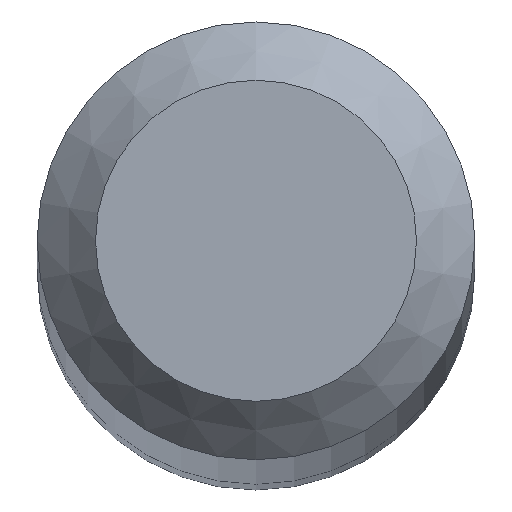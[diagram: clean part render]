
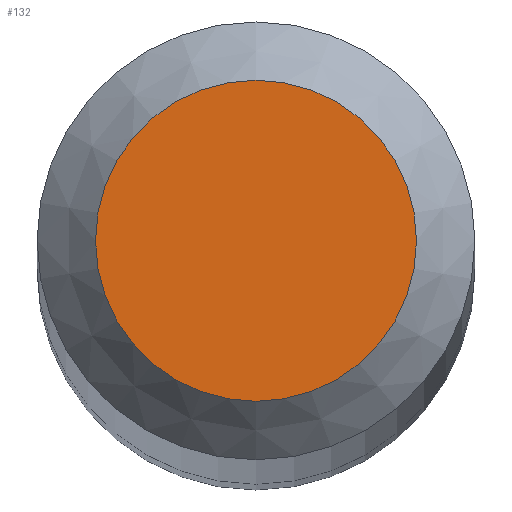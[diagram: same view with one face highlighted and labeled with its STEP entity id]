
A CAD part, top view. The second image highlights one B-rep face of the part: STEP entity #132.
In plain terms, the highlighted planar face has unit normal (0, 0, 1).
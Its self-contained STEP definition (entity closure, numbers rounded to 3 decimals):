
#12 = CARTESIAN_POINT ( 'NONE',  ( 0., 0., 30. ) ) ;
#23 = DIRECTION ( 'NONE',  ( 0., 0., -1. ) ) ;
#28 = FACE_OUTER_BOUND ( 'NONE', #123, .T. ) ;
#63 = CIRCLE ( 'NONE', #172, 0.275 ) ;
#72 = CARTESIAN_POINT ( 'NONE',  ( 0., 0., 30. ) ) ;
#74 = EDGE_CURVE ( 'NONE', #198, #198, #63, .T. ) ;
#80 = DIRECTION ( 'NONE',  ( 0., 1., 0. ) ) ;
#118 = DIRECTION ( 'NONE',  ( 0., 0., -1. ) ) ;
#123 = EDGE_LOOP ( 'NONE', ( #142 ) ) ;
#132 = ADVANCED_FACE ( 'NONE', ( #28 ), #168, .F. ) ;
#142 = ORIENTED_EDGE ( 'NONE', *, *, #74, .F. ) ;
#145 = CARTESIAN_POINT ( 'NONE',  ( 0., 0.275, 30. ) ) ;
#147 = AXIS2_PLACEMENT_3D ( 'NONE', #12, #118, #80 ) ;
#159 = DIRECTION ( 'NONE',  ( 0., 1., 0. ) ) ;
#168 = PLANE ( 'NONE',  #147 ) ;
#172 = AXIS2_PLACEMENT_3D ( 'NONE', #72, #23, #159 ) ;
#198 = VERTEX_POINT ( 'NONE', #145 ) ;
